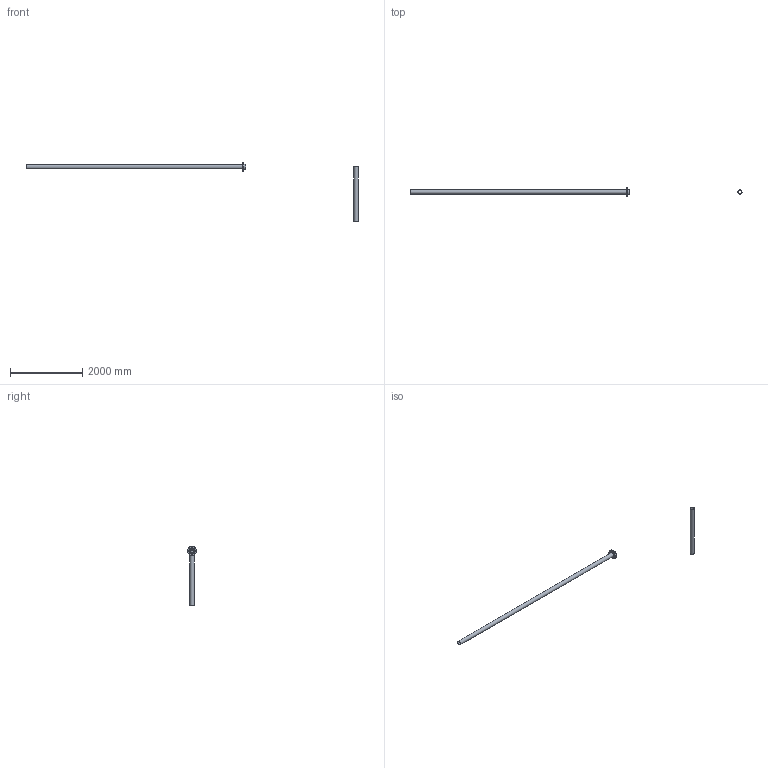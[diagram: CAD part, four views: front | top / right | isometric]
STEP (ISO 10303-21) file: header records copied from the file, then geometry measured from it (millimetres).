
FILE_DESCRIPTION(('Open CASCADE Model'),'2;1');
FILE_NAME('Open CASCADE Shape Model','2025-12-14T05:25:47',('Author'),( 'Open CASCADE'),'Open CASCADE STEP processor 7.8','Open CASCADE 7.8' ,'Unknown');
FILE_SCHEMA(('AUTOMOTIVE_DESIGN { 1 0 10303 214 1 1 1 1 }'));
Length unit declared in the file: millimetre
Products named in the file (4): Open CASCADE STEP translator 7.8 4; Open CASCADE STEP translator 7.8 4.1; Open CASCADE STEP translator 7.8 4.2; Open CASCADE STEP translator 7.8 4.3
Assembly tree (3 placements, depth 2):
  Open CASCADE STEP translator 7.8 4
    Open CASCADE STEP translator 7.8 4.1
    Open CASCADE STEP translator 7.8 4.2
    Open CASCADE STEP translator 7.8 4.3
Bounding box: 9201.15 x 254 x 1651 mm (x, y, z)
Volume: 23261430.6 mm3; surface area: 5247927 mm2
Topology: 3 solids, 3 shells, 24 faces, 48 edges, 32 vertices
Faces by surface type: cylinder 15, plane 8, cone 1
Full cylindrical faces by diameter (mm): 22.225 x8, 97.18 x2, 102.362 x1, 114.3 x2, 157.226 x1, 254 x1
Entity records: 1420 total; most frequent: CARTESIAN_POINT 300, DIRECTION 216, ORIENTED_EDGE 96, PCURVE 96, DEFINITIONAL_REPRESENTATION 96, LINE 80, VECTOR 80, AXIS2_PLACEMENT_3D 60
